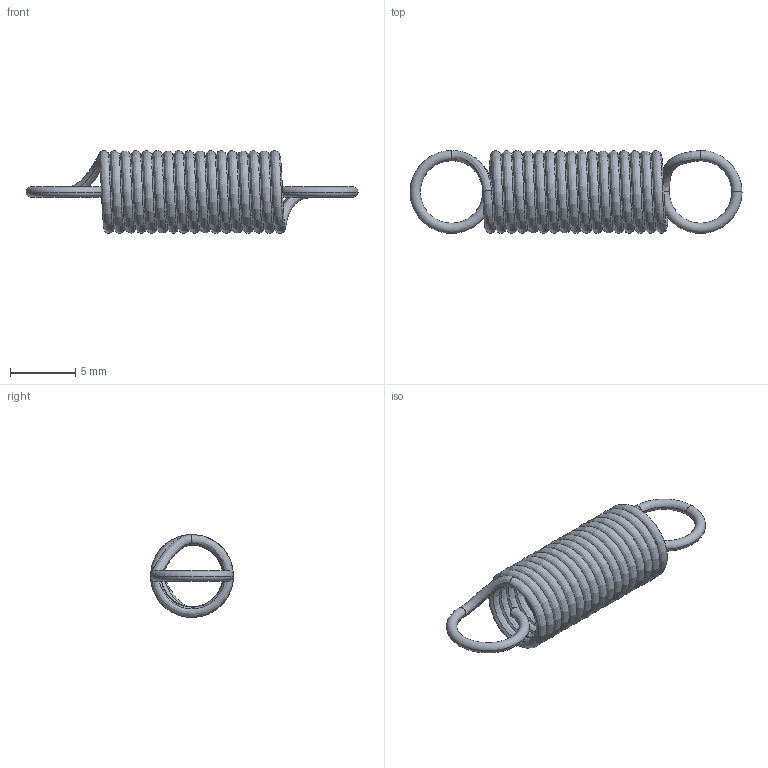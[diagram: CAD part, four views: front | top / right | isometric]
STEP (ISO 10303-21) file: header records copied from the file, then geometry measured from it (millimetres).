
FILE_DESCRIPTION (( 'STEP AP203' ), '1' );
FILE_NAME ('am-4835 1in x 0.25in x 0.031in Extension Spring.STEP', '2023-01-11T19:46:59', ( '' ), ( '' ), 'SwSTEP 2.0', 'SolidWorks 2022', '' );
FILE_SCHEMA (( 'CONFIG_CONTROL_DESIGN' ));
Length unit declared in the file: inch
Products named in the file (1): am-4835 1in x 0.25in x 0.031in Extension Spring
Bounding box: 25.4 x 6.35 x 6.34 mm (x, y, z)
Volume: 158.6 mm3; surface area: 806.8 mm2
Topology: 1 solids, 1 shells, 14 faces, 28 edges, 16 vertices
Faces by surface type: torus 6, bspline 6, plane 2
Entity records: 6129 total; most frequent: CARTESIAN_POINT 5775, DIRECTION 62, ORIENTED_EDGE 56, AXIS2_PLACEMENT_3D 31, EDGE_CURVE 28, CIRCLE 22, VERTEX_POINT 16, EDGE_LOOP 14
